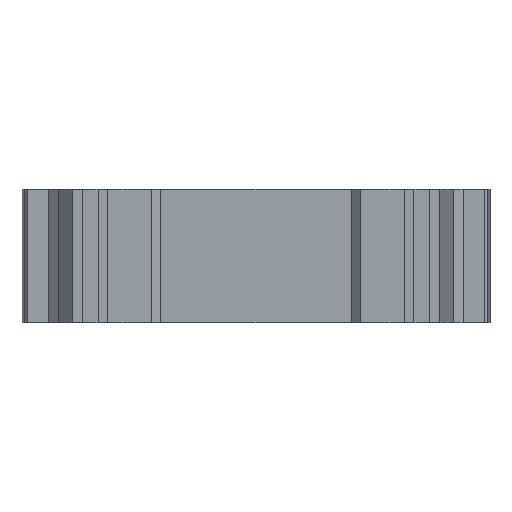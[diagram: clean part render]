
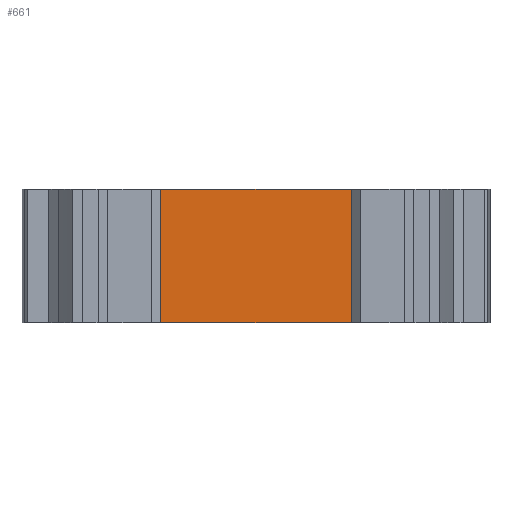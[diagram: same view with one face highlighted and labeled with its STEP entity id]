
A CAD part, left-side view. The second image highlights one B-rep face of the part: STEP entity #661.
In plain terms, the highlighted planar face has unit normal (-1, 0, 0).
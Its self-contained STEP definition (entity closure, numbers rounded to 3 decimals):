
#372=CARTESIAN_POINT('',(18.1,5.541,269.811));
#373=VERTEX_POINT('',#372);
#380=CARTESIAN_POINT('',(18.1,-5.541,269.811));
#381=VERTEX_POINT('',#380);
#382=CARTESIAN_POINT('',(18.1,5.541,269.811));
#383=DIRECTION('',(0.,-1.,0.));
#384=VECTOR('',#383,11.083);
#385=LINE('',#382,#384);
#386=EDGE_CURVE('',#373,#381,#385,.T.);
#619=CARTESIAN_POINT('',(18.1,-5.541,262.011));
#620=VERTEX_POINT('',#619);
#621=CARTESIAN_POINT('',(18.1,-5.541,269.811));
#622=DIRECTION('',(0.,0.,-1.));
#623=VECTOR('',#622,7.8);
#624=LINE('',#621,#623);
#625=EDGE_CURVE('',#381,#620,#624,.T.);
#638=CARTESIAN_POINT('',(18.1,-2.771,267.811));
#639=DIRECTION('',(1.,0.,0.));
#640=DIRECTION('',(0.,0.,-1.));
#641=AXIS2_PLACEMENT_3D('',#638,#639,#640);
#642=PLANE('',#641);
#643=ORIENTED_EDGE('',*,*,#386,.F.);
#644=CARTESIAN_POINT('',(18.1,5.541,262.011));
#645=VERTEX_POINT('',#644);
#646=CARTESIAN_POINT('',(18.1,5.541,269.811));
#647=DIRECTION('',(0.,0.,-1.));
#648=VECTOR('',#647,7.8);
#649=LINE('',#646,#648);
#650=EDGE_CURVE('',#373,#645,#649,.T.);
#651=ORIENTED_EDGE('',*,*,#650,.T.);
#652=CARTESIAN_POINT('',(18.1,5.541,262.011));
#653=DIRECTION('',(0.,-1.,0.));
#654=VECTOR('',#653,11.083);
#655=LINE('',#652,#654);
#656=EDGE_CURVE('',#645,#620,#655,.T.);
#657=ORIENTED_EDGE('',*,*,#656,.T.);
#658=ORIENTED_EDGE('',*,*,#625,.F.);
#659=EDGE_LOOP('',(#643,#651,#657,#658));
#660=FACE_BOUND('',#659,.T.);
#661=ADVANCED_FACE('',(#660),#642,.F.);
